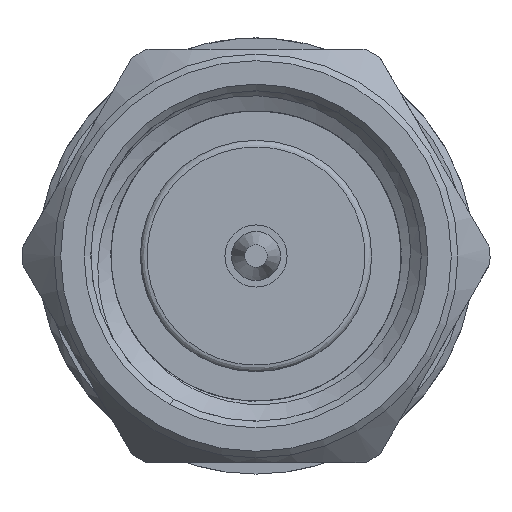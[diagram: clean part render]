
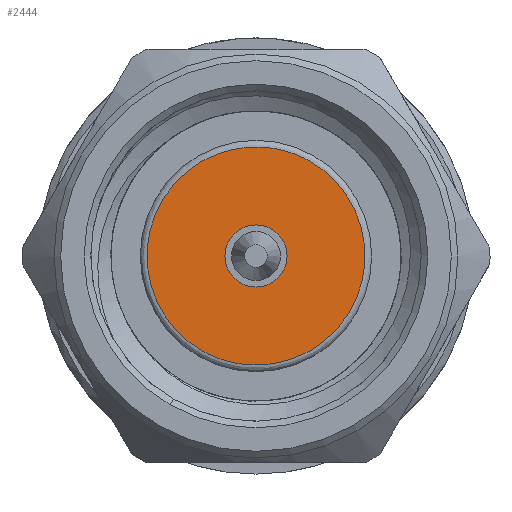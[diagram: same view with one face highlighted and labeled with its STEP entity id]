
A CAD part, left-side view. The second image highlights one B-rep face of the part: STEP entity #2444.
In plain terms, the highlighted planar face has unit normal (-1, 0, 0).
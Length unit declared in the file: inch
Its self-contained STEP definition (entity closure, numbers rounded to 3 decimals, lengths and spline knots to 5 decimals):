
#204 = DIRECTION ( 'NONE',  ( 1., 0., 0. ) ) ;
#398 = FACE_BOUND ( 'NONE', #3222, .T. ) ;
#423 = DIRECTION ( 'NONE',  ( 0., 0.5, -0.866 ) ) ;
#502 = AXIS2_PLACEMENT_3D ( 'NONE', #2104, #204, #3630 ) ;
#508 =( BOUNDED_CURVE ( )  B_SPLINE_CURVE ( 3, ( #1524, #2648, #3205, #1191 ),
 .UNSPECIFIED., .F., .F. ) 
 B_SPLINE_CURVE_WITH_KNOTS ( ( 4, 4 ),
 ( 0., 1. ),
 .UNSPECIFIED. ) 
 CURVE ( )  GEOMETRIC_REPRESENTATION_ITEM ( )  RATIONAL_B_SPLINE_CURVE ( ( 1., 0.333, 0.333, 1. ) ) 
 REPRESENTATION_ITEM ( '' )  );
#901 = CIRCLE ( 'NONE', #3291, 0.0235 ) ;
#912 = ORIENTED_EDGE ( 'NONE', *, *, #1446, .F. ) ;
#1090 = CARTESIAN_POINT ( 'NONE',  ( 0.1, 0.04125, -0.07145 ) ) ;
#1160 = VERTEX_POINT ( 'NONE', #2133 ) ;
#1191 = CARTESIAN_POINT ( 'NONE',  ( 0.1, -0.04125, 0.07145 ) ) ;
#1374 = CARTESIAN_POINT ( 'NONE',  ( 0.1, -0.04125, 0.07145 ) ) ;
#1446 = EDGE_CURVE ( 'NONE', #3566, #3566, #901, .T. ) ;
#1524 = CARTESIAN_POINT ( 'NONE',  ( 0.1, 0.04125, -0.07145 ) ) ;
#1595 = CARTESIAN_POINT ( 'NONE',  ( 0.1, 0., 0. ) ) ;
#1680 = VERTEX_POINT ( 'NONE', #3628 ) ;
#1897 = DIRECTION ( 'NONE',  ( -1., 0., 0. ) ) ;
#2104 = CARTESIAN_POINT ( 'NONE',  ( 0.1, 0., 0. ) ) ;
#2133 = CARTESIAN_POINT ( 'NONE',  ( 0.1, -0.04125, 0.07145 ) ) ;
#2280 =( BOUNDED_CURVE ( )  B_SPLINE_CURVE ( 3, ( #1374, #2520, #3645, #1090 ),
 .UNSPECIFIED., .F., .T. ) 
 B_SPLINE_CURVE_WITH_KNOTS ( ( 4, 4 ),
 ( 0., 1. ),
 .UNSPECIFIED. ) 
 CURVE ( )  GEOMETRIC_REPRESENTATION_ITEM ( )  RATIONAL_B_SPLINE_CURVE ( ( 1., 0.333, 0.333, 1. ) ) 
 REPRESENTATION_ITEM ( '' )  );
#2444 = ADVANCED_FACE ( 'NONE', ( #398, #3270 ), #2678, .F. ) ;
#2520 = CARTESIAN_POINT ( 'NONE',  ( 0.1, -0.18414, -0.01105 ) ) ;
#2648 = CARTESIAN_POINT ( 'NONE',  ( 0.1, 0.18414, 0.01105 ) ) ;
#2678 = PLANE ( 'NONE',  #502 ) ;
#2881 = EDGE_CURVE ( 'NONE', #1160, #1680, #2280, .T. ) ;
#2986 = EDGE_LOOP ( 'NONE', ( #3439, #3227 ) ) ;
#3205 = CARTESIAN_POINT ( 'NONE',  ( 0.1, 0.10164, 0.15395 ) ) ;
#3222 = EDGE_LOOP ( 'NONE', ( #912 ) ) ;
#3227 = ORIENTED_EDGE ( 'NONE', *, *, #2881, .F. ) ;
#3270 = FACE_OUTER_BOUND ( 'NONE', #2986, .T. ) ;
#3291 = AXIS2_PLACEMENT_3D ( 'NONE', #1595, #1897, #423 ) ;
#3439 = ORIENTED_EDGE ( 'NONE', *, *, #3615, .F. ) ;
#3566 = VERTEX_POINT ( 'NONE', #3601 ) ;
#3601 = CARTESIAN_POINT ( 'NONE',  ( 0.1, 0.01175, -0.02035 ) ) ;
#3615 = EDGE_CURVE ( 'NONE', #1680, #1160, #508, .T. ) ;
#3628 = CARTESIAN_POINT ( 'NONE',  ( 0.1, 0.04125, -0.07145 ) ) ;
#3630 = DIRECTION ( 'NONE',  ( 0., 1., 0. ) ) ;
#3645 = CARTESIAN_POINT ( 'NONE',  ( 0.1, -0.10164, -0.15395 ) ) ;
